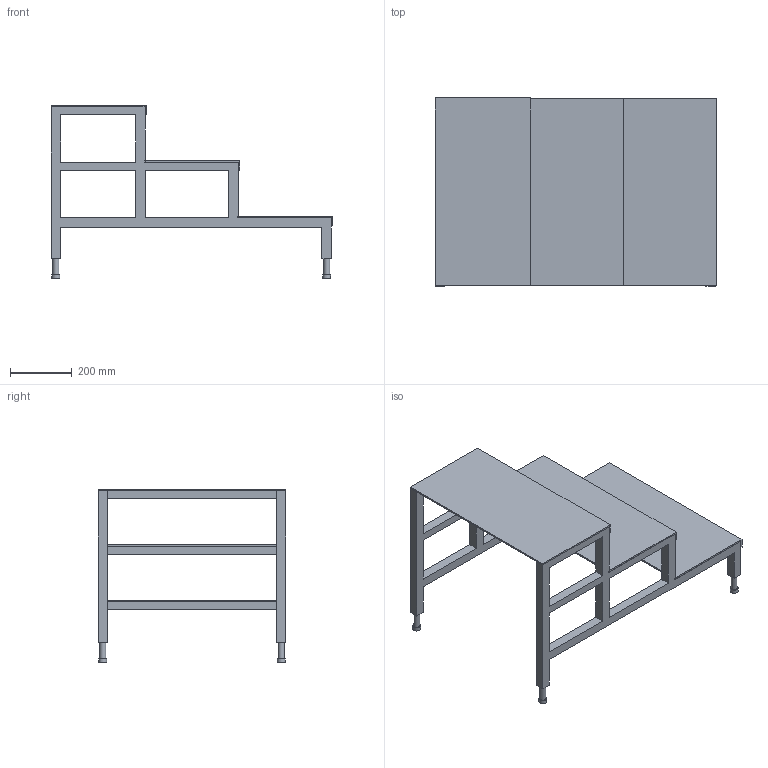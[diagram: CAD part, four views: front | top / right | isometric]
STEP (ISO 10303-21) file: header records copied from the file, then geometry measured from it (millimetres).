
FILE_DESCRIPTION(/* description */ (''),/* implementation_level */ '2;1');
FILE_NAME(/* name */ 'Adjustable Platform Step.stp',/* time_stamp */ '2024-11-19T18:18:31+02:00',/* author */ ('Raul'),/* organization */ (''),/* preprocessor_version */ 'ST-DEVELOPER v20',/* originating_system */ 'Autodesk Inventor 2025',/* authorisation */ '');
FILE_SCHEMA (('AUTOMOTIVE_DESIGN { 1 0 10303 214 3 1 1 }'));
Length unit declared in the file: millimetre
Products named in the file (2): Assembly1; Adjustable Platform Step_610x915
Assembly tree (1 placements, depth 2):
  Assembly1
    Adjustable Platform Step_610x915
Bounding box: 914.8 x 610 x 563.68 mm (x, y, z)
Volume: 8131472.9 mm3; surface area: 1933132.2 mm2
Topology: 9 solids, 9 shells, 96 faces, 222 edges, 148 vertices
Faces by surface type: plane 88, cylinder 8
Full cylindrical faces by diameter (mm): 20.32 x4, 25.4 x4
Entity records: 2788 total; most frequent: CARTESIAN_POINT 469, ORIENTED_EDGE 444, DIRECTION 436, EDGE_CURVE 222, LINE 206, VECTOR 206, VERTEX_POINT 148, AXIS2_PLACEMENT_3D 115
